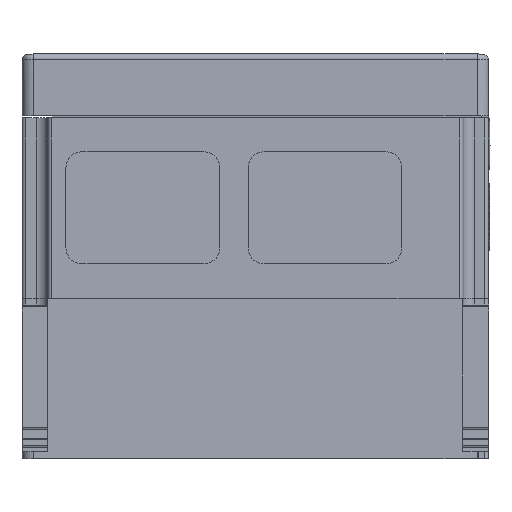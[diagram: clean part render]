
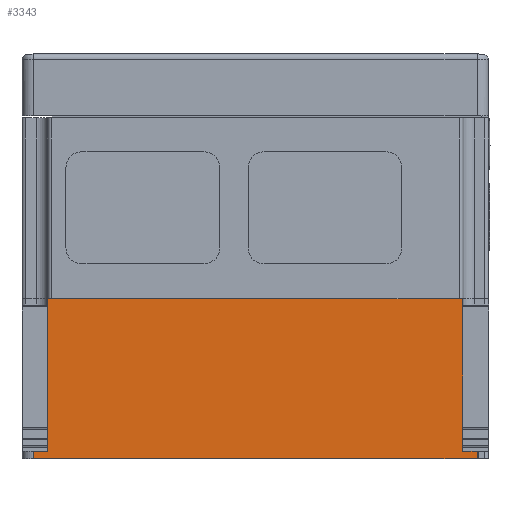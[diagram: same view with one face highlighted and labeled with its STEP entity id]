
A CAD part, left-side view. The second image highlights one B-rep face of the part: STEP entity #3343.
In plain terms, the highlighted planar face has unit normal (-1, 0, 0).
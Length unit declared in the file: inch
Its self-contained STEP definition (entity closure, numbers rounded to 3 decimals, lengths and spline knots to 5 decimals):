
#121 = ORIENTED_EDGE ( 'NONE', *, *, #6403, .F. ) ;
#553 = VERTEX_POINT ( 'NONE', #17684 ) ;
#1087 = LINE ( 'NONE', #25859, #9810 ) ;
#1505 = CARTESIAN_POINT ( 'NONE',  ( -2.325, -3.24, -2.50263 ) ) ;
#2584 = LINE ( 'NONE', #8810, #11271 ) ;
#2719 = LINE ( 'NONE', #7599, #27527 ) ;
#3095 = VERTEX_POINT ( 'NONE', #19210 ) ;
#3242 = ORIENTED_EDGE ( 'NONE', *, *, #39622, .F. ) ;
#3343 = ADVANCED_FACE ( 'NONE', ( #13071 ), #38400, .F. ) ;
#4439 = CARTESIAN_POINT ( 'NONE',  ( -2.325, -3.24, -2.50263 ) ) ;
#4524 = CARTESIAN_POINT ( 'NONE',  ( -2.325, 3.18, -5. ) ) ;
#4845 = DIRECTION ( 'NONE',  ( 0., 0., 1. ) ) ;
#4940 = CARTESIAN_POINT ( 'NONE',  ( -2.325, 3.64, -5. ) ) ;
#5435 = EDGE_CURVE ( 'NONE', #30995, #8453, #21898, .T. ) ;
#5977 = VECTOR ( 'NONE', #12471, 39.37008 ) ;
#5990 = CARTESIAN_POINT ( 'NONE',  ( -2.325, 3.46, -5. ) ) ;
#6403 = EDGE_CURVE ( 'NONE', #14186, #8453, #23243, .T. ) ;
#6556 = DIRECTION ( 'NONE',  ( 0., 0., 1. ) ) ;
#6748 = EDGE_CURVE ( 'NONE', #23633, #12377, #33234, .T. ) ;
#7136 = CARTESIAN_POINT ( 'NONE',  ( -2.325, 3.24, -2.50263 ) ) ;
#7549 = CARTESIAN_POINT ( 'NONE',  ( -2.325, 3.18, -2.5 ) ) ;
#7599 = CARTESIAN_POINT ( 'NONE',  ( -2.325, 3.64, -2.5 ) ) ;
#7621 = VERTEX_POINT ( 'NONE', #16026 ) ;
#7747 = CARTESIAN_POINT ( 'NONE',  ( -2.325, 3.64, -4.88 ) ) ;
#7948 = EDGE_CURVE ( 'NONE', #14186, #31996, #35452, .T. ) ;
#8077 = DIRECTION ( 'NONE',  ( 0., -1., 0. ) ) ;
#8453 = VERTEX_POINT ( 'NONE', #36514 ) ;
#8810 = CARTESIAN_POINT ( 'NONE',  ( -2.325, -3.24, -2.50263 ) ) ;
#8879 = ORIENTED_EDGE ( 'NONE', *, *, #36548, .T. ) ;
#9371 = VERTEX_POINT ( 'NONE', #38290 ) ;
#9533 = LINE ( 'NONE', #13505, #25629 ) ;
#9768 = CARTESIAN_POINT ( 'NONE',  ( -2.325, -3.46, -5. ) ) ;
#9810 = VECTOR ( 'NONE', #6556, 39.37008 ) ;
#9829 = VECTOR ( 'NONE', #4845, 39.37008 ) ;
#10444 = ORIENTED_EDGE ( 'NONE', *, *, #14233, .F. ) ;
#10849 = VECTOR ( 'NONE', #29687, 39.37008 ) ;
#11005 = DIRECTION ( 'NONE',  ( 0., -1., 0. ) ) ;
#11271 = VECTOR ( 'NONE', #28109, 39.37008 ) ;
#11284 = EDGE_CURVE ( 'NONE', #35124, #7621, #22108, .T. ) ;
#11892 = ORIENTED_EDGE ( 'NONE', *, *, #40039, .F. ) ;
#12132 = LINE ( 'NONE', #7747, #20707 ) ;
#12377 = VERTEX_POINT ( 'NONE', #21908 ) ;
#12471 = DIRECTION ( 'NONE',  ( 0., 0., -1. ) ) ;
#13056 = EDGE_CURVE ( 'NONE', #9371, #553, #1087, .T. ) ;
#13071 = FACE_OUTER_BOUND ( 'NONE', #29981, .T. ) ;
#13079 = CARTESIAN_POINT ( 'NONE',  ( -2.325, 3.64, -5. ) ) ;
#13505 = CARTESIAN_POINT ( 'NONE',  ( -2.325, 3.24, -2.50263 ) ) ;
#14186 = VERTEX_POINT ( 'NONE', #26505 ) ;
#14233 = EDGE_CURVE ( 'NONE', #35124, #3095, #12132, .T. ) ;
#14322 = VECTOR ( 'NONE', #29055, 39.37008 ) ;
#14797 = ORIENTED_EDGE ( 'NONE', *, *, #6748, .T. ) ;
#15973 = DIRECTION ( 'NONE',  ( 0., -1., 0. ) ) ;
#16026 = CARTESIAN_POINT ( 'NONE',  ( -2.325, 3.46, -5. ) ) ;
#16297 = DIRECTION ( 'NONE',  ( 0., 0., -1. ) ) ;
#16729 = DIRECTION ( 'NONE',  ( 0., 0., 1. ) ) ;
#17269 = EDGE_CURVE ( 'NONE', #3095, #41736, #9533, .T. ) ;
#17684 = CARTESIAN_POINT ( 'NONE',  ( -2.325, -3.18, -2.5 ) ) ;
#19210 = CARTESIAN_POINT ( 'NONE',  ( -2.325, 3.24, -4.88 ) ) ;
#20019 = LINE ( 'NONE', #4940, #37105 ) ;
#20284 = DIRECTION ( 'NONE',  ( 0., -1., 0. ) ) ;
#20707 = VECTOR ( 'NONE', #11005, 39.37008 ) ;
#21898 = LINE ( 'NONE', #9768, #14322 ) ;
#21908 = CARTESIAN_POINT ( 'NONE',  ( -2.325, 3.18, -2.50263 ) ) ;
#22108 = LINE ( 'NONE', #5990, #5977 ) ;
#23243 = LINE ( 'NONE', #28800, #40365 ) ;
#23633 = VERTEX_POINT ( 'NONE', #7549 ) ;
#24666 = ORIENTED_EDGE ( 'NONE', *, *, #5435, .T. ) ;
#24706 = VECTOR ( 'NONE', #33510, 39.37008 ) ;
#25629 = VECTOR ( 'NONE', #16729, 39.37008 ) ;
#25859 = CARTESIAN_POINT ( 'NONE',  ( -2.325, -3.18, -2.5 ) ) ;
#26505 = CARTESIAN_POINT ( 'NONE',  ( -2.325, -3.24, -4.88 ) ) ;
#27527 = VECTOR ( 'NONE', #20284, 39.37008 ) ;
#27793 = ORIENTED_EDGE ( 'NONE', *, *, #30020, .T. ) ;
#28109 = DIRECTION ( 'NONE',  ( 0., 1., 0. ) ) ;
#28563 = ORIENTED_EDGE ( 'NONE', *, *, #17269, .F. ) ;
#28800 = CARTESIAN_POINT ( 'NONE',  ( -2.325, 3.64, -4.88 ) ) ;
#29055 = DIRECTION ( 'NONE',  ( 0., 0., 1. ) ) ;
#29198 = CARTESIAN_POINT ( 'NONE',  ( -2.325, 3.46, -4.88 ) ) ;
#29687 = DIRECTION ( 'NONE',  ( 0., -1., 0. ) ) ;
#29981 = EDGE_LOOP ( 'NONE', ( #27793, #39848, #3242, #14797, #11892, #28563, #10444, #41303, #8879, #24666, #121, #37145 ) ) ;
#30020 = EDGE_CURVE ( 'NONE', #31996, #9371, #2584, .T. ) ;
#30995 = VERTEX_POINT ( 'NONE', #32692 ) ;
#31996 = VERTEX_POINT ( 'NONE', #4439 ) ;
#32692 = CARTESIAN_POINT ( 'NONE',  ( -2.325, -3.46, -5. ) ) ;
#33234 = LINE ( 'NONE', #4524, #24706 ) ;
#33510 = DIRECTION ( 'NONE',  ( 0., 0., -1. ) ) ;
#35124 = VERTEX_POINT ( 'NONE', #29198 ) ;
#35452 = LINE ( 'NONE', #1505, #9829 ) ;
#35545 = DIRECTION ( 'NONE',  ( 1., 0., 0. ) ) ;
#35637 = AXIS2_PLACEMENT_3D ( 'NONE', #13079, #35545, #16297 ) ;
#36488 = LINE ( 'NONE', #7136, #10849 ) ;
#36514 = CARTESIAN_POINT ( 'NONE',  ( -2.325, -3.46, -4.88 ) ) ;
#36548 = EDGE_CURVE ( 'NONE', #7621, #30995, #20019, .T. ) ;
#37105 = VECTOR ( 'NONE', #8077, 39.37008 ) ;
#37145 = ORIENTED_EDGE ( 'NONE', *, *, #7948, .T. ) ;
#38290 = CARTESIAN_POINT ( 'NONE',  ( -2.325, -3.18, -2.50263 ) ) ;
#38400 = PLANE ( 'NONE',  #35637 ) ;
#39622 = EDGE_CURVE ( 'NONE', #23633, #553, #2719, .T. ) ;
#39848 = ORIENTED_EDGE ( 'NONE', *, *, #13056, .T. ) ;
#39872 = CARTESIAN_POINT ( 'NONE',  ( -2.325, 3.24, -2.50263 ) ) ;
#40039 = EDGE_CURVE ( 'NONE', #41736, #12377, #36488, .T. ) ;
#40365 = VECTOR ( 'NONE', #15973, 39.37008 ) ;
#41303 = ORIENTED_EDGE ( 'NONE', *, *, #11284, .T. ) ;
#41736 = VERTEX_POINT ( 'NONE', #39872 ) ;
